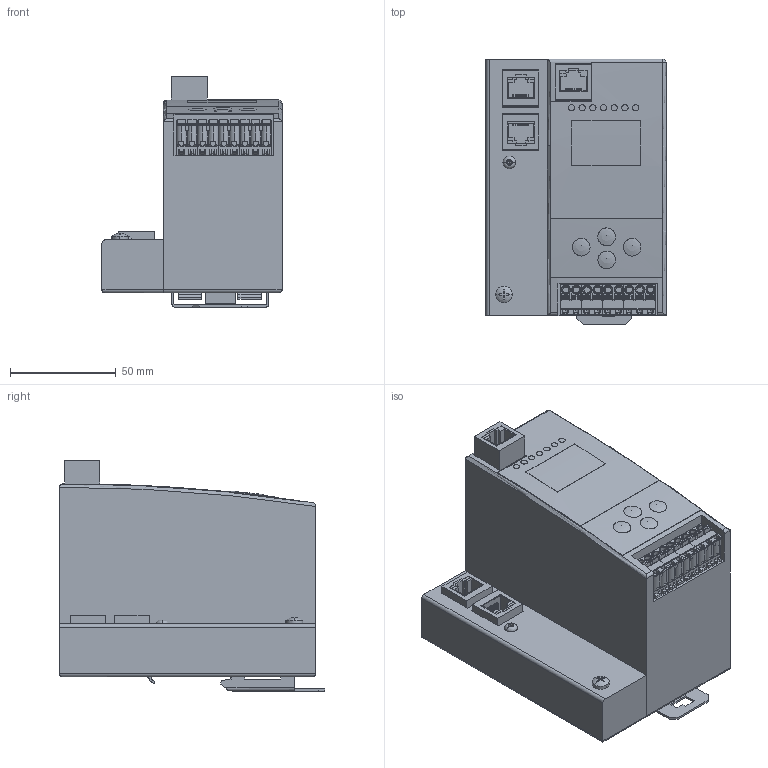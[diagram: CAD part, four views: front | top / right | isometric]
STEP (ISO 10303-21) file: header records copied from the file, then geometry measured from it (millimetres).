
FILE_DESCRIPTION(/* description */ ('Alibre Inc.'),/* implementation_level */ '2;1');
FILE_NAME(/* name */ 'export-8C0C3FA0-B104-4828-B0F2-166CAFC114B7',/* time_stamp */ '2019-01-28T14:17:39+01:00',/* author */ (''),/* organization */ (''),/* preprocessor_version */ 'ST-DEVELOPER v17',/* originating_system */ 'Alibre',/* authorisation */ '');
FILE_SCHEMA (('AUTOMOTIVE_DESIGN'));
Length unit declared in the file: centimetre
Products named in the file (23): ID_1
Bounding box: 85 x 125.29 x 108.65 mm (x, y, z)
Volume: 687216.4 mm3; surface area: 98216.9 mm2
Topology: 27 solids, 96 shells, 2971 faces, 7870 edges, 5169 vertices
Faces by surface type: plane 1946, cylinder 543, bspline 410, cone 42, torus 22, sphere 8
Full cylindrical faces by diameter (mm): 2.459 x1, 3 x7, 3.242 x1
Entity records: 70844 total; most frequent: CARTESIAN_POINT 26166, ORIENTED_EDGE 9926, DIRECTION 6685, EDGE_CURVE 4963, VECTOR 3585, LINE 3585, VERTEX_POINT 3266, AXIS2_PLACEMENT_3D 2147
